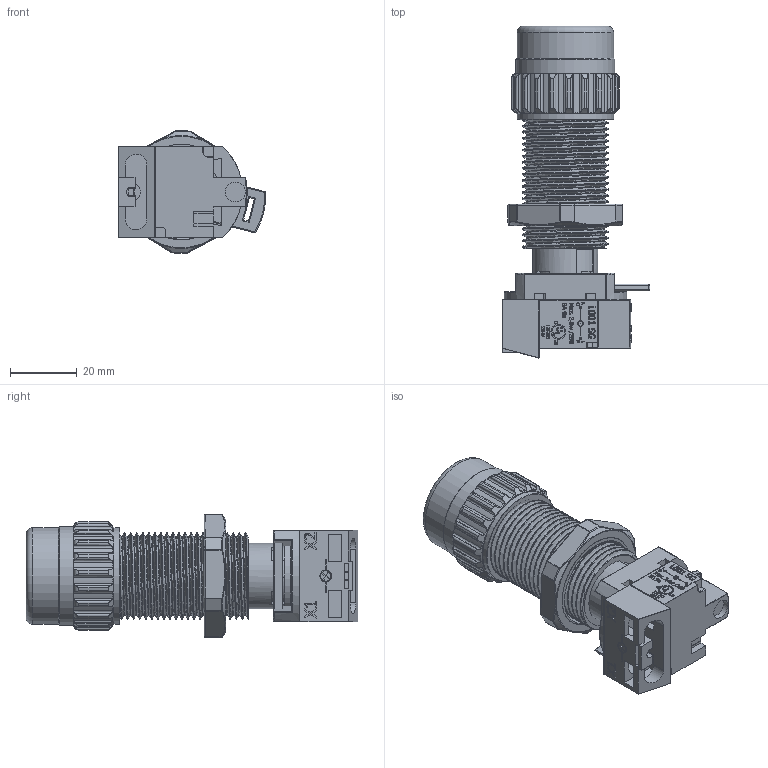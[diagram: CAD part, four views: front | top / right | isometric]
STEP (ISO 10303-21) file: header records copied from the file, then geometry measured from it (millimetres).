
FILE_DESCRIPTION(/* description */ (''),/* implementation_level */ '2;1');
FILE_NAME(/* name */ 'GZB3-B23.iam.stp',/* time_stamp */ '2019-07-12T08:41:42-05:00',/* author */ ('kadelman'),/* organization */ (''),/* preprocessor_version */ 'ST-DEVELOPER v17',/* originating_system */ 'Autodesk Inventor 2018',/* authorisation */ '');
FILE_SCHEMA (('AUTOMOTIVE_DESIGN { 1 0 10303 214 3 1 1 }'));
Products named in the file (12): GZB3-B23; CORPO COOPER; ANEL 34NPSM; AR29 P VIDEO; ACOPLA L SG rev; 145; L001 UL; L001M UL; GAIOLA SG; GAIOLA PART 2; MOLDURA 3 NOVA; CANOPLAVM1_CPY_BLUE
Assembly tree (11 placements, depth 3):
  GZB3-B23
    CORPO COOPER
    ANEL 34NPSM
    AR29 P VIDEO
    ACOPLA L SG rev
    145
    L001 UL
      L001M UL
      GAIOLA SG
      GAIOLA PART 2
    MOLDURA 3 NOVA
    CANOPLAVM1_CPY_BLUE
Bounding box: 44.3 x 99.67 x 36.87 mm (x, y, z)
Volume: 47758.9 mm3; surface area: 44386.6 mm2
Topology: 17 solids, 17 shells, 1834 faces, 4966 edges, 3246 vertices
Faces by surface type: plane 808, bspline 486, cylinder 422, torus 75, sphere 24, cone 19
Full cylindrical faces by diameter (mm): 0.362 x2, 3 x1, 3.1 x2, 3.9 x1, 4.5 x1, 5.4 x2, 6 x1, 14.517 x2, 15 x1, 16 x11, 17.483 x2, 19.5 x1, 20 x1, 22 x1, 22.517 x2, 23 x1, 23.31 x2, 23.6 x1, 24 x5, 24.483 x1, 25.017 x1, 26 x25, 26.7 x4, 28.183 x2, 28.69 x2, 29 x2, 29.7 x1
Entity records: 108922 total; most frequent: CARTESIAN_POINT 64044, ORIENTED_EDGE 9896, DIRECTION 7370, EDGE_CURVE 4948, VERTEX_POINT 3241, LINE 2524, VECTOR 2524, AXIS2_PLACEMENT_3D 2423
